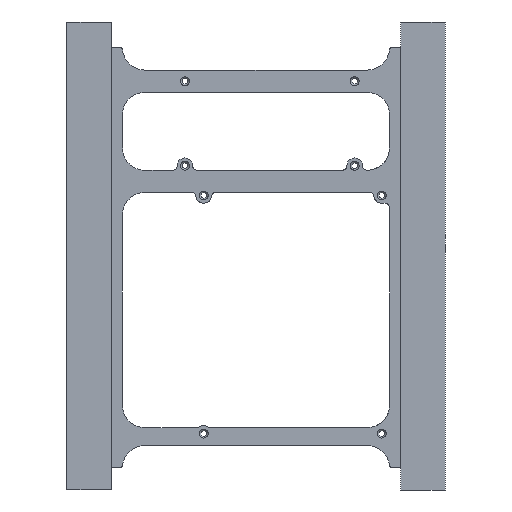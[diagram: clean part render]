
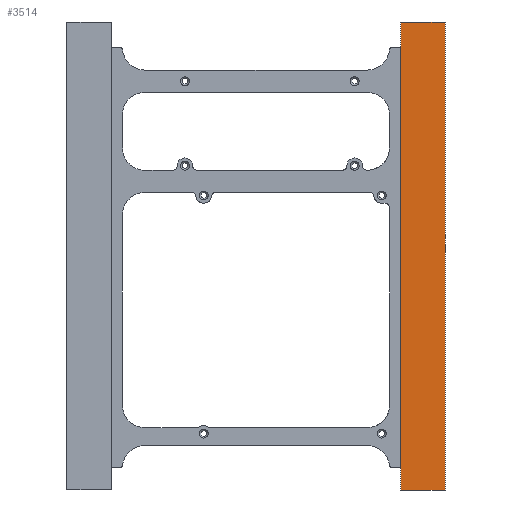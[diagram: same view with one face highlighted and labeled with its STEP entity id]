
A CAD part, front view. The second image highlights one B-rep face of the part: STEP entity #3514.
In plain terms, the highlighted planar face has unit normal (0, -1, 0).
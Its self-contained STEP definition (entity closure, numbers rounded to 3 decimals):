
#178=PLANE('',#3924);
#468=FACE_OUTER_BOUND('',#693,.T.);
#693=EDGE_LOOP('',(#3271,#3272,#3273,#3274));
#948=LINE('',#6538,#1217);
#952=LINE('',#6545,#1221);
#955=LINE('',#6551,#1224);
#957=LINE('',#6554,#1226);
#1217=VECTOR('',#4947,10.);
#1221=VECTOR('',#4953,10.);
#1224=VECTOR('',#4958,10.);
#1226=VECTOR('',#4962,10.);
#1738=VERTEX_POINT('',#6535);
#1739=VERTEX_POINT('',#6537);
#1741=VERTEX_POINT('',#6543);
#1743=VERTEX_POINT('',#6549);
#2247=EDGE_CURVE('',#1738,#1739,#948,.T.);
#2251=EDGE_CURVE('',#1741,#1738,#952,.T.);
#2254=EDGE_CURVE('',#1743,#1741,#955,.T.);
#2256=EDGE_CURVE('',#1739,#1743,#957,.T.);
#3271=ORIENTED_EDGE('',*,*,#2247,.F.);
#3272=ORIENTED_EDGE('',*,*,#2251,.F.);
#3273=ORIENTED_EDGE('',*,*,#2254,.F.);
#3274=ORIENTED_EDGE('',*,*,#2256,.F.);
#3514=ADVANCED_FACE('',(#468),#178,.T.);
#3924=AXIS2_PLACEMENT_3D('',#6555,#4963,#4964);
#4947=DIRECTION('',(-1.,0.,0.));
#4953=DIRECTION('',(0.,0.,-1.));
#4958=DIRECTION('',(1.,0.,0.));
#4962=DIRECTION('',(0.,0.,1.));
#4963=DIRECTION('center_axis',(0.,-1.,0.));
#4964=DIRECTION('ref_axis',(1.,0.,0.));
#6535=CARTESIAN_POINT('',(68.53,-16.6,-78.857));
#6537=CARTESIAN_POINT('',(48.53,-16.6,-78.857));
#6538=CARTESIAN_POINT('',(68.53,-16.6,-78.857));
#6543=CARTESIAN_POINT('',(68.53,-16.6,131.449));
#6545=CARTESIAN_POINT('',(68.53,-16.6,131.449));
#6549=CARTESIAN_POINT('',(48.53,-16.6,131.449));
#6551=CARTESIAN_POINT('',(48.53,-16.6,131.449));
#6554=CARTESIAN_POINT('',(48.53,-16.6,-78.857));
#6555=CARTESIAN_POINT('Origin',(58.53,-16.6,26.296));
